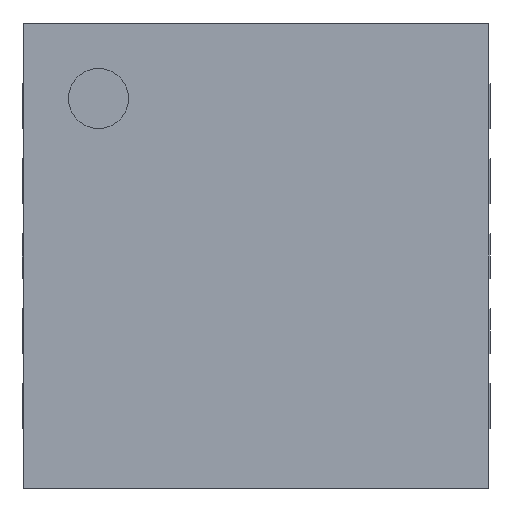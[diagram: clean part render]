
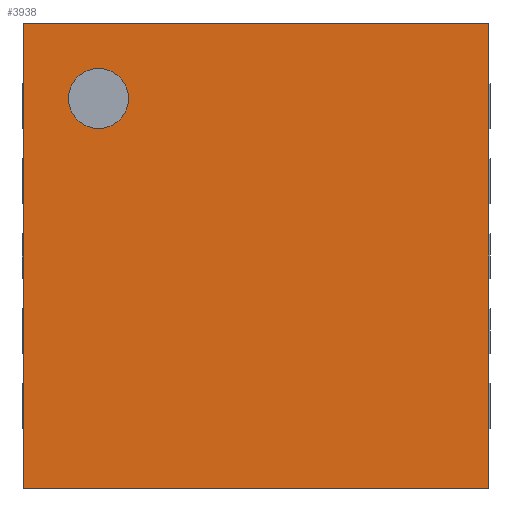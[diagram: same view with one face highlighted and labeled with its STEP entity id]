
A CAD part, front view. The second image highlights one B-rep face of the part: STEP entity #3938.
In plain terms, the highlighted planar face has unit normal (0, -1, 0).
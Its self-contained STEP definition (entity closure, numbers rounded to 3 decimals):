
#4 = DIRECTION ( 'NONE',  ( 0., 1., 0. ) ) ;
#59 = LINE ( 'NONE', #2049, #1761 ) ;
#199 = CIRCLE ( 'NONE', #511, 0.2 ) ;
#239 = PLANE ( 'NONE',  #2581 ) ;
#251 = VERTEX_POINT ( 'NONE', #3656 ) ;
#416 = DIRECTION ( 'NONE',  ( 0., 0., 1. ) ) ;
#446 = VERTEX_POINT ( 'NONE', #2170 ) ;
#511 = AXIS2_PLACEMENT_3D ( 'NONE', #735, #3002, #416 ) ;
#649 = CARTESIAN_POINT ( 'NONE',  ( 1.55, -0.8, -1.55 ) ) ;
#651 = ORIENTED_EDGE ( 'NONE', *, *, #2593, .T. ) ;
#735 = CARTESIAN_POINT ( 'NONE',  ( -1.05, -0.8, 1.05 ) ) ;
#739 = EDGE_CURVE ( 'NONE', #251, #4120, #4032, .T. ) ;
#969 = ORIENTED_EDGE ( 'NONE', *, *, #1793, .F. ) ;
#991 = EDGE_CURVE ( 'NONE', #3292, #2432, #199, .T. ) ;
#1169 = EDGE_LOOP ( 'NONE', ( #651, #2445 ) ) ;
#1206 = FACE_BOUND ( 'NONE', #1169, .T. ) ;
#1314 = CARTESIAN_POINT ( 'NONE',  ( -1.55, -0.8, 1.55 ) ) ;
#1336 = AXIS2_PLACEMENT_3D ( 'NONE', #1935, #4, #2265 ) ;
#1353 = CARTESIAN_POINT ( 'NONE',  ( -1.55, -0.8, -2.55 ) ) ;
#1466 = ORIENTED_EDGE ( 'NONE', *, *, #2041, .F. ) ;
#1552 = CARTESIAN_POINT ( 'NONE',  ( -1.55, -0.8, 1.55 ) ) ;
#1681 = ORIENTED_EDGE ( 'NONE', *, *, #1939, .F. ) ;
#1761 = VECTOR ( 'NONE', #2987, 1000. ) ;
#1793 = EDGE_CURVE ( 'NONE', #2221, #446, #1930, .T. ) ;
#1890 = DIRECTION ( 'NONE',  ( 0., 0., -1. ) ) ;
#1929 = CARTESIAN_POINT ( 'NONE',  ( -1.55, -0.8, -1.55 ) ) ;
#1930 = LINE ( 'NONE', #1314, #3637 ) ;
#1935 = CARTESIAN_POINT ( 'NONE',  ( -1.05, -0.8, 1.05 ) ) ;
#1939 = EDGE_CURVE ( 'NONE', #4120, #2221, #3880, .T. ) ;
#1953 = EDGE_LOOP ( 'NONE', ( #969, #1681, #4094, #1466 ) ) ;
#2041 = EDGE_CURVE ( 'NONE', #446, #251, #59, .T. ) ;
#2049 = CARTESIAN_POINT ( 'NONE',  ( 1.55, -0.8, 1.55 ) ) ;
#2170 = CARTESIAN_POINT ( 'NONE',  ( 1.55, -0.8, 1.55 ) ) ;
#2221 = VERTEX_POINT ( 'NONE', #2802 ) ;
#2259 = CARTESIAN_POINT ( 'NONE',  ( -1.05, -0.8, 1.25 ) ) ;
#2265 = DIRECTION ( 'NONE',  ( 0., 0., 1. ) ) ;
#2310 = CIRCLE ( 'NONE', #1336, 0.2 ) ;
#2432 = VERTEX_POINT ( 'NONE', #2259 ) ;
#2445 = ORIENTED_EDGE ( 'NONE', *, *, #991, .T. ) ;
#2581 = AXIS2_PLACEMENT_3D ( 'NONE', #1552, #3813, #1890 ) ;
#2593 = EDGE_CURVE ( 'NONE', #2432, #3292, #2310, .T. ) ;
#2604 = DIRECTION ( 'NONE',  ( 1., 0., 0. ) ) ;
#2727 = VECTOR ( 'NONE', #2909, 1000. ) ;
#2802 = CARTESIAN_POINT ( 'NONE',  ( -1.55, -0.8, 1.55 ) ) ;
#2909 = DIRECTION ( 'NONE',  ( -1., 0., 0. ) ) ;
#2987 = DIRECTION ( 'NONE',  ( 0., 0., -1. ) ) ;
#3002 = DIRECTION ( 'NONE',  ( 0., 1., 0. ) ) ;
#3292 = VERTEX_POINT ( 'NONE', #3523 ) ;
#3523 = CARTESIAN_POINT ( 'NONE',  ( -1.05, -0.8, 0.85 ) ) ;
#3637 = VECTOR ( 'NONE', #2604, 1000. ) ;
#3656 = CARTESIAN_POINT ( 'NONE',  ( 1.55, -0.8, -1.55 ) ) ;
#3694 = FACE_OUTER_BOUND ( 'NONE', #1953, .T. ) ;
#3813 = DIRECTION ( 'NONE',  ( 0., -1., 0. ) ) ;
#3880 = LINE ( 'NONE', #1353, #3984 ) ;
#3938 = ADVANCED_FACE ( 'NONE', ( #1206, #3694 ), #239, .T. ) ;
#3944 = DIRECTION ( 'NONE',  ( 0., 0., 1. ) ) ;
#3984 = VECTOR ( 'NONE', #3944, 1000. ) ;
#4032 = LINE ( 'NONE', #649, #2727 ) ;
#4094 = ORIENTED_EDGE ( 'NONE', *, *, #739, .F. ) ;
#4120 = VERTEX_POINT ( 'NONE', #1929 ) ;
